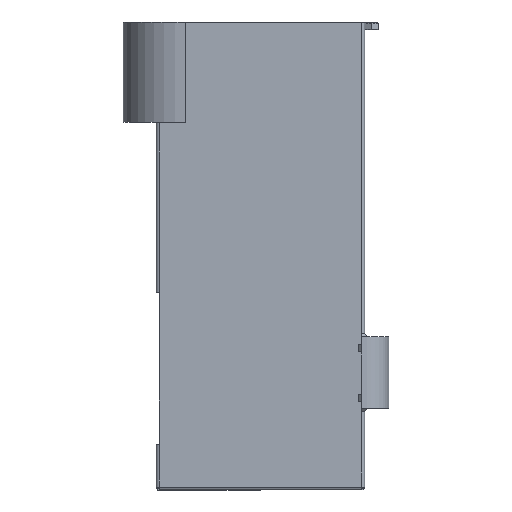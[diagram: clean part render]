
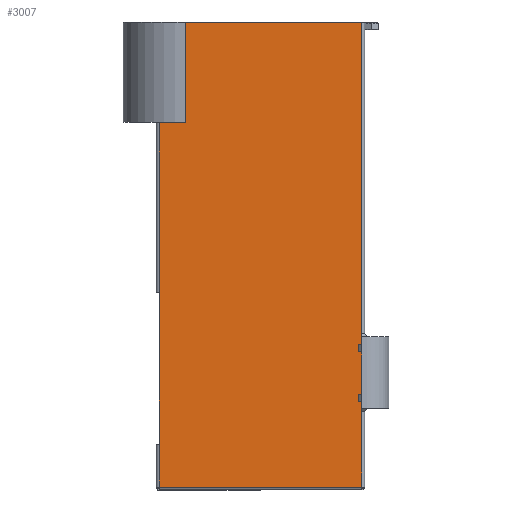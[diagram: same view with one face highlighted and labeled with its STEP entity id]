
A CAD part, left-side view. The second image highlights one B-rep face of the part: STEP entity #3007.
In plain terms, the highlighted planar face has unit normal (-1, 0, 0).
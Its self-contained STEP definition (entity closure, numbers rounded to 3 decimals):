
#242=FACE_OUTER_BOUND($,#436,.T.);
#436=EDGE_LOOP($,(#2386,#2387,#2388,#2389,#2390,#2391,#2392,#2393,#2394));
#724=LINE($,#4602,#1042);
#729=LINE($,#4616,#1047);
#732=LINE($,#4625,#1050);
#757=LINE($,#4688,#1075);
#776=LINE($,#4732,#1094);
#777=LINE($,#4735,#1095);
#780=LINE($,#4743,#1098);
#809=LINE($,#4810,#1127);
#814=LINE($,#4820,#1132);
#1042=VECTOR($,#3690,100.);
#1047=VECTOR($,#3703,110.);
#1050=VECTOR($,#3712,440.);
#1075=VECTOR($,#3769,212.);
#1094=VECTOR($,#3812,60.);
#1095=VECTOR($,#3815,237.);
#1098=VECTOR($,#3824,141.);
#1127=VECTOR($,#3901,283.);
#1132=VECTOR($,#3916,283.);
#1331=VERTEX_POINT($,#4586);
#1338=VERTEX_POINT($,#4601);
#1343=VERTEX_POINT($,#4615);
#1346=VERTEX_POINT($,#4623);
#1359=VERTEX_POINT($,#4664);
#1368=VERTEX_POINT($,#4683);
#1381=VERTEX_POINT($,#4730);
#1382=VERTEX_POINT($,#4734);
#1384=VERTEX_POINT($,#4742);
#1637=EDGE_CURVE($,#1331,#1338,#724,.T.);
#1644=EDGE_CURVE($,#1338,#1343,#729,.T.);
#1649=EDGE_CURVE($,#1346,#1331,#732,.T.);
#1680=EDGE_CURVE($,#1359,#1368,#757,.T.);
#1702=EDGE_CURVE($,#1368,#1381,#776,.T.);
#1703=EDGE_CURVE($,#1382,#1359,#777,.T.);
#1707=EDGE_CURVE($,#1384,#1382,#780,.T.);
#1742=EDGE_CURVE($,#1381,#1343,#809,.T.);
#1747=EDGE_CURVE($,#1384,#1346,#814,.T.);
#2386=ORIENTED_EDGE($,*,*,#1742,.T.);
#2387=ORIENTED_EDGE($,*,*,#1644,.F.);
#2388=ORIENTED_EDGE($,*,*,#1637,.F.);
#2389=ORIENTED_EDGE($,*,*,#1649,.F.);
#2390=ORIENTED_EDGE($,*,*,#1747,.F.);
#2391=ORIENTED_EDGE($,*,*,#1707,.T.);
#2392=ORIENTED_EDGE($,*,*,#1703,.T.);
#2393=ORIENTED_EDGE($,*,*,#1680,.T.);
#2394=ORIENTED_EDGE($,*,*,#1702,.T.);
#2833=PLANE($,#3274);
#3007=ADVANCED_FACE($,(#242),#2833,.T.);
#3274=AXIS2_PLACEMENT_3D($,#4821,#3917,#3918);
#3690=DIRECTION($,(0.,0.,-1.));
#3703=DIRECTION($,(0.,0.,-1.));
#3712=DIRECTION($,(0.,0.,-1.));
#3769=DIRECTION($,(0.,0.,-1.));
#3812=DIRECTION($,(0.,0.,-1.));
#3815=DIRECTION($,(0.,0.,-1.));
#3824=DIRECTION($,(0.,0.,-1.));
#3901=DIRECTION($,(0.,-1.,0.));
#3916=DIRECTION($,(0.,-1.,0.));
#3917=DIRECTION('center_axis',(-1.,0.,0.));
#3918=DIRECTION('ref_axis',(0.,0.,1.));
#4586=CARTESIAN_POINT('',(-62.208,-70.187,212.));
#4601=CARTESIAN_POINT('',(-62.208,-70.187,112.));
#4602=CARTESIAN_POINT($,(-62.208,-70.187,326.));
#4615=CARTESIAN_POINT('',(-62.208,-70.187,2.));
#4616=CARTESIAN_POINT($,(-62.208,-70.187,326.));
#4623=CARTESIAN_POINT('',(-62.208,-70.187,652.));
#4625=CARTESIAN_POINT($,(-62.208,-70.187,326.));
#4664=CARTESIAN_POINT('',(-62.208,212.813,274.));
#4683=CARTESIAN_POINT('',(-62.208,212.813,62.));
#4688=CARTESIAN_POINT($,(-62.208,212.813,326.));
#4730=CARTESIAN_POINT('',(-62.208,212.813,2.));
#4732=CARTESIAN_POINT($,(-62.208,212.813,326.));
#4734=CARTESIAN_POINT('',(-62.208,212.813,511.));
#4735=CARTESIAN_POINT($,(-62.208,212.813,326.));
#4742=CARTESIAN_POINT('',(-62.208,212.813,652.));
#4743=CARTESIAN_POINT($,(-62.208,212.813,326.));
#4810=CARTESIAN_POINT($,(-62.208,0.563,2.));
#4820=CARTESIAN_POINT($,(-62.208,258.336,652.));
#4821=CARTESIAN_POINT('Origin',(-62.208,71.313,326.));
